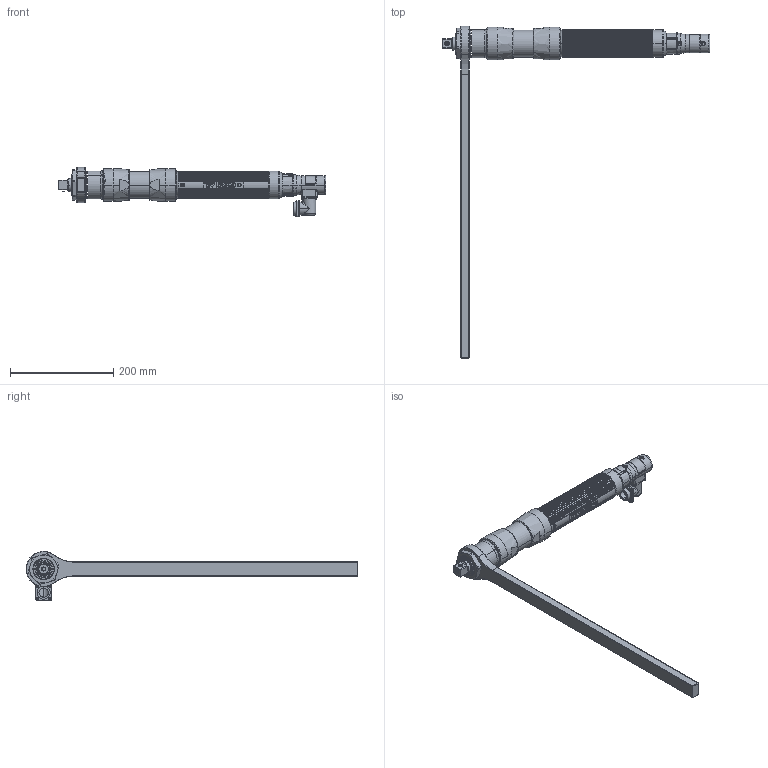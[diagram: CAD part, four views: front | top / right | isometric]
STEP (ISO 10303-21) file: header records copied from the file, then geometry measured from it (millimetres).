
FILE_DESCRIPTION((''),'2;1');
FILE_NAME('EB55MB3-320','2012-05-01T',('EJF1116'),(''),'PRO/ENGINEER BY PARAMETRIC TECHNOLOGY CORPORATION, 2010430','PRO/ENGINEER BY PARAMETRIC TECHNOLOGY CORPORATION, 2010430','');
FILE_SCHEMA(('CONFIG_CONTROL_DESIGN'));
Length unit declared in the file: inch
Products named in the file (1): EB55MB3-320
Bounding box: 518.39 x 642.92 x 95.32 mm (x, y, z)
Surface area: 195413.5 mm2 (no closed solid volume)
Topology: 0 solids, 94 shells, 464 faces, 3135 edges, 2652 vertices
Faces by surface type: cylinder 211, plane 131, torus 47, bspline 37, cone 36, extrusion 2
Entity records: 38001 total; most frequent: CARTESIAN_POINT 16177, DIRECTION 4162, ORIENTED_EDGE 3853, EDGE_CURVE 3135, VERTEX_POINT 2652, AXIS2_PLACEMENT_3D 1397, VECTOR 1368, LINE 1366
